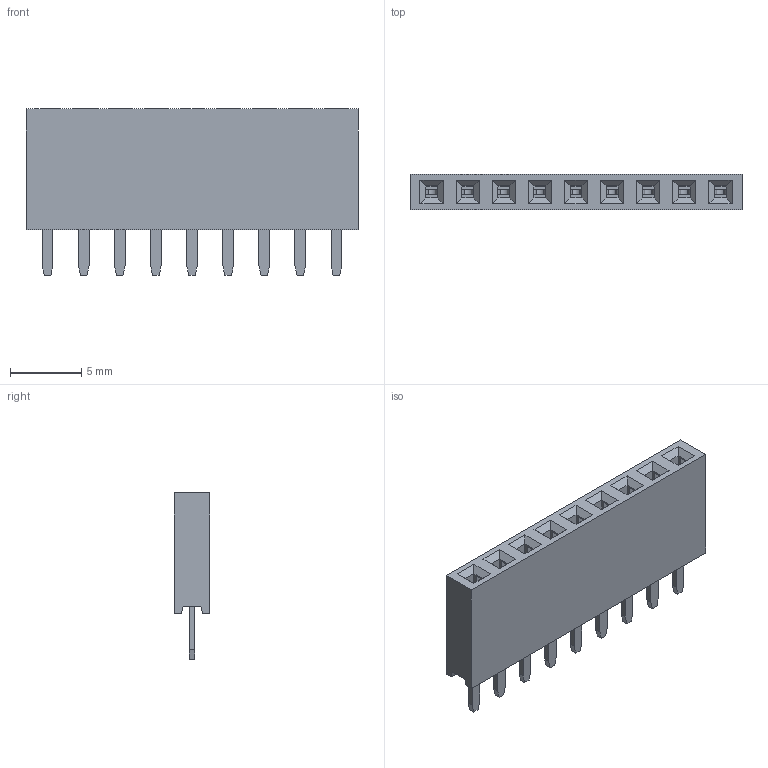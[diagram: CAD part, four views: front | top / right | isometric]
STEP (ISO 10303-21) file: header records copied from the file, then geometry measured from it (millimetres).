
FILE_DESCRIPTION(('FreeCAD Model'),'2;1');
FILE_NAME( 'pppc091lfbn.step' ,'2018-05-08T17:54:59',('kicad StepUp'),('ksu MCAD'), 'Open CASCADE STEP processor 6.5','FreeCAD','Unknown');
FILE_SCHEMA(('AUTOMOTIVE_DESIGN_CC2 { 1 2 10303 214 -1 1 5 4 }'));
Length unit declared in the file: millimetre
Products named in the file (3): ASSEMBLY; Fusion; Array
Assembly tree (2 placements, depth 2):
  ASSEMBLY
    Fusion
    Array
Bounding box: 23.36 x 2.5 x 11.7 mm (x, y, z)
Volume: 445 mm3; surface area: 1286 mm2
Topology: 10 solids, 10 shells, 370 faces, 1032 edges, 682 vertices
Faces by surface type: plane 325, cylinder 45
Entity records: 11840 total; most frequent: CARTESIAN_POINT 2087, ORIENTED_EDGE 2064, DIRECTION 1868, EDGE_CURVE 1032, LINE 942, VECTOR 942, VERTEX_POINT 682, AXIS2_PLACEMENT_3D 463
